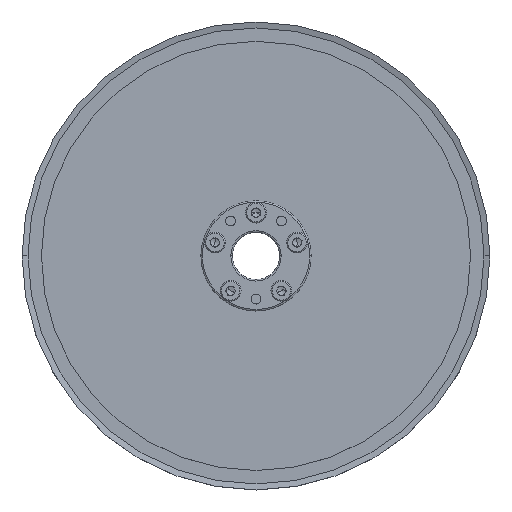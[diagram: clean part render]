
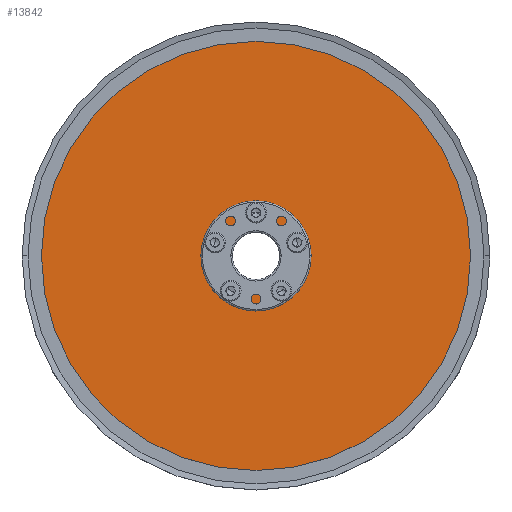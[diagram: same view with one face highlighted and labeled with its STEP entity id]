
A CAD part, top view. The second image highlights one B-rep face of the part: STEP entity #13842.
In plain terms, the highlighted planar face has unit normal (0, 0, 1).
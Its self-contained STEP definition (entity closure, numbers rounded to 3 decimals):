
#138 = DIRECTION ( 'NONE',  ( 0., 0., 1. ) ) ;
#186 = AXIS2_PLACEMENT_3D ( 'NONE', #12709, #18136, #3623 ) ;
#199 = AXIS2_PLACEMENT_3D ( 'NONE', #446, #9433, #21857 ) ;
#328 = EDGE_CURVE ( 'NONE', #20958, #21118, #19395, .T. ) ;
#432 = ORIENTED_EDGE ( 'NONE', *, *, #21742, .T. ) ;
#446 = CARTESIAN_POINT ( 'NONE',  ( 0., 14.5, 22. ) ) ;
#1077 = EDGE_CURVE ( 'NONE', #10940, #18264, #21662, .T. ) ;
#1335 = ORIENTED_EDGE ( 'NONE', *, *, #16305, .F. ) ;
#1638 = EDGE_CURVE ( 'NONE', #18759, #2942, #11124, .T. ) ;
#1704 = CIRCLE ( 'NONE', #10356, 1.65 ) ;
#1801 = CARTESIAN_POINT ( 'NONE',  ( 0., 0., 22. ) ) ;
#1887 = VERTEX_POINT ( 'NONE', #6498 ) ;
#1984 = ORIENTED_EDGE ( 'NONE', *, *, #1638, .F. ) ;
#2029 = AXIS2_PLACEMENT_3D ( 'NONE', #4313, #13285, #20722 ) ;
#2468 = FACE_OUTER_BOUND ( 'NONE', #10468, .T. ) ;
#2530 = AXIS2_PLACEMENT_3D ( 'NONE', #19400, #6764, #17380 ) ;
#2656 = DIRECTION ( 'NONE',  ( 0., 0., 1. ) ) ;
#2715 = EDGE_CURVE ( 'NONE', #2942, #18759, #3949, .T. ) ;
#2894 = CARTESIAN_POINT ( 'NONE',  ( 13.79, 4.481, 22. ) ) ;
#2904 = EDGE_CURVE ( 'NONE', #20364, #16191, #2921, .T. ) ;
#2921 = CIRCLE ( 'NONE', #14986, 72. ) ;
#2942 = VERTEX_POINT ( 'NONE', #19880 ) ;
#3383 = DIRECTION ( 'NONE',  ( 0., 0., 1. ) ) ;
#3623 = DIRECTION ( 'NONE',  ( 1., 0., 0. ) ) ;
#3643 = DIRECTION ( 'NONE',  ( 1., 0., 0. ) ) ;
#3683 = AXIS2_PLACEMENT_3D ( 'NONE', #13173, #8074, #20601 ) ;
#3946 = ORIENTED_EDGE ( 'NONE', *, *, #22326, .F. ) ;
#3949 = CIRCLE ( 'NONE', #17133, 1.65 ) ;
#4101 = EDGE_LOOP ( 'NONE', ( #3946, #1335 ) ) ;
#4313 = CARTESIAN_POINT ( 'NONE',  ( 0., 0., 22. ) ) ;
#5413 = VERTEX_POINT ( 'NONE', #10430 ) ;
#5602 = VERTEX_POINT ( 'NONE', #17701 ) ;
#5667 = FACE_BOUND ( 'NONE', #11199, .T. ) ;
#5699 = DIRECTION ( 'NONE',  ( 1., 0., 0. ) ) ;
#5772 = FACE_BOUND ( 'NONE', #22217, .T. ) ;
#6498 = CARTESIAN_POINT ( 'NONE',  ( -15.44, 4.481, 22. ) ) ;
#6505 = ORIENTED_EDGE ( 'NONE', *, *, #11038, .F. ) ;
#6624 = DIRECTION ( 'NONE',  ( 0., 0., 1. ) ) ;
#6664 = CIRCLE ( 'NONE', #3683, 1.65 ) ;
#6764 = DIRECTION ( 'NONE',  ( 0., 0., -1. ) ) ;
#6840 = ORIENTED_EDGE ( 'NONE', *, *, #23305, .F. ) ;
#7084 = ORIENTED_EDGE ( 'NONE', *, *, #1077, .F. ) ;
#7135 = DIRECTION ( 'NONE',  ( 1., 0., 0. ) ) ;
#7146 = CARTESIAN_POINT ( 'NONE',  ( 9.237, 0., 22. ) ) ;
#7180 = EDGE_LOOP ( 'NONE', ( #6840, #7084 ) ) ;
#7238 = EDGE_LOOP ( 'NONE', ( #1984, #20566 ) ) ;
#7780 = CARTESIAN_POINT ( 'NONE',  ( -1.058, 37.748, 22. ) ) ;
#8074 = DIRECTION ( 'NONE',  ( 0., 0., 1. ) ) ;
#8080 = DIRECTION ( 'NONE',  ( 1., 0., 0. ) ) ;
#8278 = DIRECTION ( 'NONE',  ( 1., 0., 0. ) ) ;
#8405 = DIRECTION ( 'NONE',  ( 0., 0., 1. ) ) ;
#9022 = CARTESIAN_POINT ( 'NONE',  ( -10.173, -11.731, 22. ) ) ;
#9219 = ORIENTED_EDGE ( 'NONE', *, *, #16010, .F. ) ;
#9433 = DIRECTION ( 'NONE',  ( 0., 0., 1. ) ) ;
#9469 = ORIENTED_EDGE ( 'NONE', *, *, #11128, .T. ) ;
#9492 = CARTESIAN_POINT ( 'NONE',  ( -72., 0., 22. ) ) ;
#9565 = VERTEX_POINT ( 'NONE', #7146 ) ;
#9614 = AXIS2_PLACEMENT_3D ( 'NONE', #16339, #138, #7135 ) ;
#9632 = CIRCLE ( 'NONE', #186, 1.65 ) ;
#10089 = EDGE_CURVE ( 'NONE', #21118, #20958, #20206, .T. ) ;
#10138 = CARTESIAN_POINT ( 'NONE',  ( 10.173, -11.731, 22. ) ) ;
#10169 = DIRECTION ( 'NONE',  ( 1., 0., 0. ) ) ;
#10293 = DIRECTION ( 'NONE',  ( 0., 0., 1. ) ) ;
#10356 = AXIS2_PLACEMENT_3D ( 'NONE', #10385, #6624, #22574 ) ;
#10385 = CARTESIAN_POINT ( 'NONE',  ( 13.79, 4.481, 22. ) ) ;
#10430 = CARTESIAN_POINT ( 'NONE',  ( -12.14, 4.481, 22. ) ) ;
#10468 = EDGE_LOOP ( 'NONE', ( #18095, #21841 ) ) ;
#10679 = CIRCLE ( 'NONE', #2029, 9.237 ) ;
#10707 = AXIS2_PLACEMENT_3D ( 'NONE', #20969, #3383, #17534 ) ;
#10940 = VERTEX_POINT ( 'NONE', #9022 ) ;
#10969 = FACE_BOUND ( 'NONE', #4101, .T. ) ;
#11005 = DIRECTION ( 'NONE',  ( 0., 0., 1. ) ) ;
#11038 = EDGE_CURVE ( 'NONE', #1887, #5413, #6664, .T. ) ;
#11124 = CIRCLE ( 'NONE', #19420, 1.65 ) ;
#11128 = EDGE_CURVE ( 'NONE', #9565, #5602, #21765, .T. ) ;
#11157 = AXIS2_PLACEMENT_3D ( 'NONE', #2894, #2656, #8080 ) ;
#11199 = EDGE_LOOP ( 'NONE', ( #11524, #16281 ) ) ;
#11206 = PLANE ( 'NONE',  #12958 ) ;
#11524 = ORIENTED_EDGE ( 'NONE', *, *, #328, .F. ) ;
#12709 = CARTESIAN_POINT ( 'NONE',  ( -13.79, 4.481, 22. ) ) ;
#12958 = AXIS2_PLACEMENT_3D ( 'NONE', #7780, #10293, #19300 ) ;
#13105 = FACE_BOUND ( 'NONE', #7238, .T. ) ;
#13173 = CARTESIAN_POINT ( 'NONE',  ( -13.79, 4.481, 22. ) ) ;
#13285 = DIRECTION ( 'NONE',  ( 0., 0., -1. ) ) ;
#13842 = ADVANCED_FACE ( 'NONE', ( #10969, #13105, #14747, #21951, #5667, #5772, #2468 ), #11206, .T. ) ;
#14054 = CARTESIAN_POINT ( 'NONE',  ( 0., 14.5, 22. ) ) ;
#14366 = CARTESIAN_POINT ( 'NONE',  ( 0., 0., 22. ) ) ;
#14560 = DIRECTION ( 'NONE',  ( 1., 0., 0. ) ) ;
#14747 = FACE_BOUND ( 'NONE', #7180, .T. ) ;
#14986 = AXIS2_PLACEMENT_3D ( 'NONE', #1801, #11005, #5699 ) ;
#15302 = VERTEX_POINT ( 'NONE', #19574 ) ;
#15752 = CARTESIAN_POINT ( 'NONE',  ( 8.523, -11.731, 22. ) ) ;
#16010 = EDGE_CURVE ( 'NONE', #5413, #1887, #9632, .T. ) ;
#16165 = CARTESIAN_POINT ( 'NONE',  ( 15.44, 4.481, 22. ) ) ;
#16191 = VERTEX_POINT ( 'NONE', #9492 ) ;
#16281 = ORIENTED_EDGE ( 'NONE', *, *, #10089, .F. ) ;
#16305 = EDGE_CURVE ( 'NONE', #15302, #21156, #21738, .T. ) ;
#16327 = DIRECTION ( 'NONE',  ( 0., 0., 1. ) ) ;
#16339 = CARTESIAN_POINT ( 'NONE',  ( -8.523, -11.731, 22. ) ) ;
#16797 = CIRCLE ( 'NONE', #9614, 1.65 ) ;
#17069 = CIRCLE ( 'NONE', #18215, 72. ) ;
#17133 = AXIS2_PLACEMENT_3D ( 'NONE', #15752, #8405, #10169 ) ;
#17228 = CARTESIAN_POINT ( 'NONE',  ( 1.65, 14.5, 22. ) ) ;
#17337 = CARTESIAN_POINT ( 'NONE',  ( -1.65, 14.5, 22. ) ) ;
#17366 = DIRECTION ( 'NONE',  ( 0., 0., 1. ) ) ;
#17380 = DIRECTION ( 'NONE',  ( -1., 0., 0. ) ) ;
#17534 = DIRECTION ( 'NONE',  ( 1., 0., 0. ) ) ;
#17701 = CARTESIAN_POINT ( 'NONE',  ( -9.237, 0., 22. ) ) ;
#18095 = ORIENTED_EDGE ( 'NONE', *, *, #2904, .T. ) ;
#18136 = DIRECTION ( 'NONE',  ( 0., 0., 1. ) ) ;
#18215 = AXIS2_PLACEMENT_3D ( 'NONE', #14366, #21825, #3643 ) ;
#18264 = VERTEX_POINT ( 'NONE', #20712 ) ;
#18759 = VERTEX_POINT ( 'NONE', #10138 ) ;
#19300 = DIRECTION ( 'NONE',  ( 1., 0., 0. ) ) ;
#19395 = CIRCLE ( 'NONE', #22413, 1.65 ) ;
#19400 = CARTESIAN_POINT ( 'NONE',  ( 0., 0., 22. ) ) ;
#19420 = AXIS2_PLACEMENT_3D ( 'NONE', #19746, #16327, #14560 ) ;
#19574 = CARTESIAN_POINT ( 'NONE',  ( 12.14, 4.481, 22. ) ) ;
#19578 = EDGE_CURVE ( 'NONE', #16191, #20364, #17069, .T. ) ;
#19746 = CARTESIAN_POINT ( 'NONE',  ( 8.523, -11.731, 22. ) ) ;
#19880 = CARTESIAN_POINT ( 'NONE',  ( 6.873, -11.731, 22. ) ) ;
#20206 = CIRCLE ( 'NONE', #199, 1.65 ) ;
#20364 = VERTEX_POINT ( 'NONE', #21805 ) ;
#20566 = ORIENTED_EDGE ( 'NONE', *, *, #2715, .F. ) ;
#20601 = DIRECTION ( 'NONE',  ( 1., 0., 0. ) ) ;
#20712 = CARTESIAN_POINT ( 'NONE',  ( -6.873, -11.731, 22. ) ) ;
#20722 = DIRECTION ( 'NONE',  ( -1., 0., 0. ) ) ;
#20958 = VERTEX_POINT ( 'NONE', #17228 ) ;
#20969 = CARTESIAN_POINT ( 'NONE',  ( -8.523, -11.731, 22. ) ) ;
#21118 = VERTEX_POINT ( 'NONE', #17337 ) ;
#21156 = VERTEX_POINT ( 'NONE', #16165 ) ;
#21662 = CIRCLE ( 'NONE', #10707, 1.65 ) ;
#21738 = CIRCLE ( 'NONE', #11157, 1.65 ) ;
#21742 = EDGE_CURVE ( 'NONE', #5602, #9565, #10679, .T. ) ;
#21765 = CIRCLE ( 'NONE', #2530, 9.237 ) ;
#21805 = CARTESIAN_POINT ( 'NONE',  ( 72., 0., 22. ) ) ;
#21825 = DIRECTION ( 'NONE',  ( 0., 0., 1. ) ) ;
#21841 = ORIENTED_EDGE ( 'NONE', *, *, #19578, .T. ) ;
#21857 = DIRECTION ( 'NONE',  ( 1., 0., 0. ) ) ;
#21951 = FACE_BOUND ( 'NONE', #22643, .T. ) ;
#22217 = EDGE_LOOP ( 'NONE', ( #432, #9469 ) ) ;
#22326 = EDGE_CURVE ( 'NONE', #21156, #15302, #1704, .T. ) ;
#22413 = AXIS2_PLACEMENT_3D ( 'NONE', #14054, #17366, #8278 ) ;
#22574 = DIRECTION ( 'NONE',  ( 1., 0., 0. ) ) ;
#22643 = EDGE_LOOP ( 'NONE', ( #9219, #6505 ) ) ;
#23305 = EDGE_CURVE ( 'NONE', #18264, #10940, #16797, .T. ) ;
